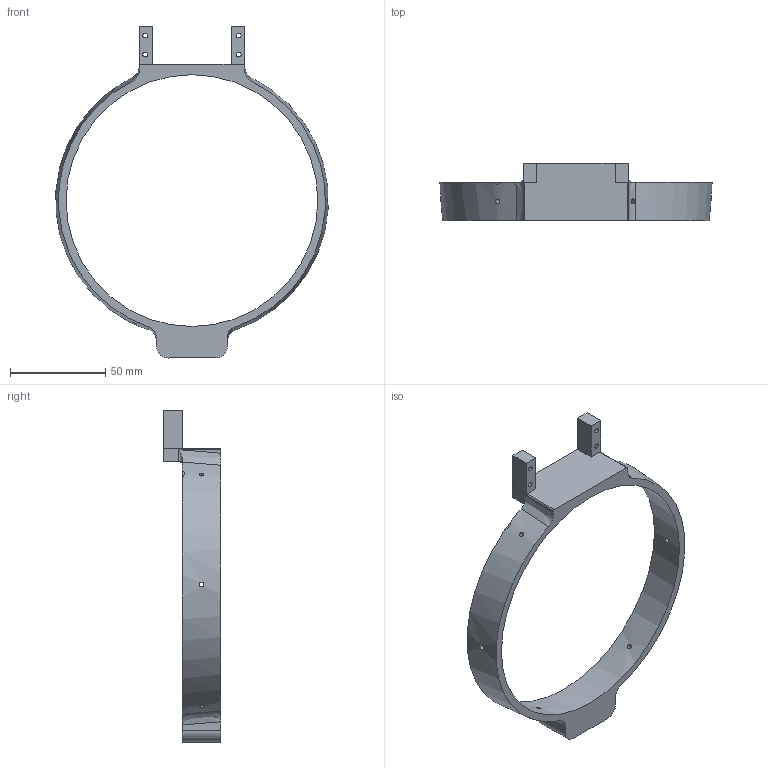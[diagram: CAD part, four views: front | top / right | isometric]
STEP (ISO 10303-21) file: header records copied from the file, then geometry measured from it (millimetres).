
FILE_DESCRIPTION(/* description */ (''),/* implementation_level */ '2;1');
FILE_NAME(/* name */ 'motorizedAttachement.stp',/* time_stamp */ '2023-01-13T15:50:57+02:00',/* author */ ('iraklisrigakis'),/* organization */ (''),/* preprocessor_version */ 'ST-DEVELOPER v16.1',/* originating_system */ 'Autodesk Inventor 2016',/* authorisation */ '');
FILE_SCHEMA (('AUTOMOTIVE_DESIGN { 1 0 10303 214 3 1 1 }'));
Length unit declared in the file: millimetre
Products named in the file (1): motorizedAttachement
Bounding box: 142.64 x 30 x 174 mm (x, y, z)
Volume: 50803.6 mm3; surface area: 25899.6 mm2
Topology: 1 solids, 1 shells, 51 faces, 146 edges, 100 vertices
Faces by surface type: plane 23, cylinder 21, bspline 4, cone 3
Full cylindrical faces by diameter (mm): 2.5 x14
Entity records: 2176 total; most frequent: CARTESIAN_POINT 933, ORIENTED_EDGE 244, DIRECTION 217, EDGE_CURVE 122, EDGE_LOOP 92, VERTEX_POINT 92, AXIS2_PLACEMENT_3D 83, LINE 51
